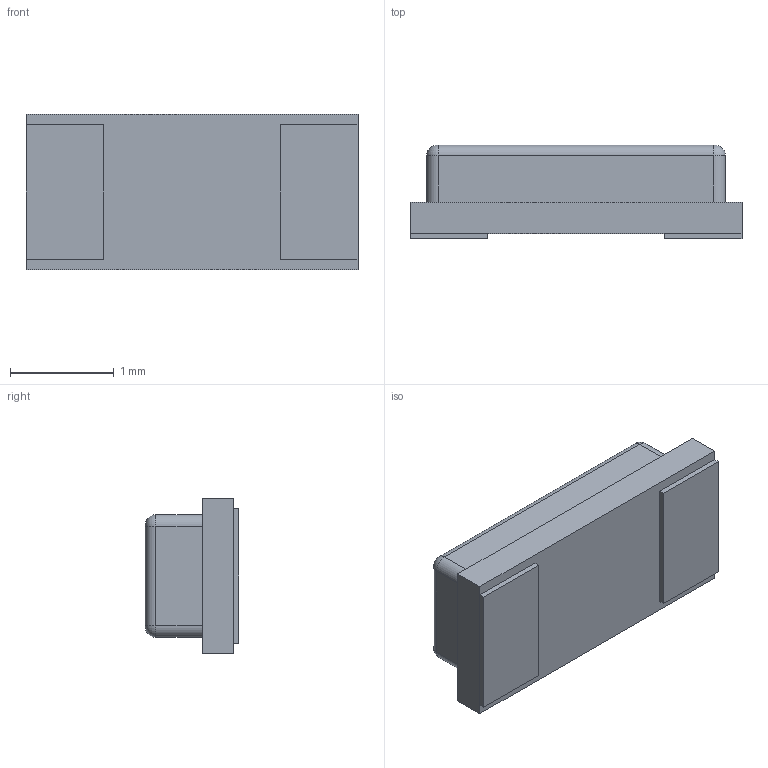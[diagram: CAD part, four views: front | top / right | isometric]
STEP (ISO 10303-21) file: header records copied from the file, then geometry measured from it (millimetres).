
FILE_DESCRIPTION (( 'STEP AP214' ), '1' );
FILE_NAME ( 'XTALDFN2_320X150X90L75X130.step', '2019-10-02T19:52:32', ( '' ), ( '' ), 'Part was generated with the free Library Expert Lite available at www.PCBLibraries.com. Removing line will violate the End User License Agreement.', '©2017 PCB Libraries, Inc.', '' );
FILE_SCHEMA (( 'AUTOMOTIVE_DESIGN' ));
Length unit declared in the file: millimetre
Products named in the file (1): XTALDFN2_320X150X90L75X130
Bounding box: 3.2 x 0.9 x 1.5 mm (x, y, z)
Volume: 3.4 mm3; surface area: 20.7 mm2
Topology: 3 solids, 3 shells, 35 faces, 76 edges, 48 vertices
Faces by surface type: plane 23, cylinder 8, torus 4
Entity records: 1106 total; most frequent: DIRECTION 168, CARTESIAN_POINT 160, ORIENTED_EDGE 152, EDGE_CURVE 76, VECTOR 56, LINE 56, AXIS2_PLACEMENT_3D 56, VERTEX_POINT 48
